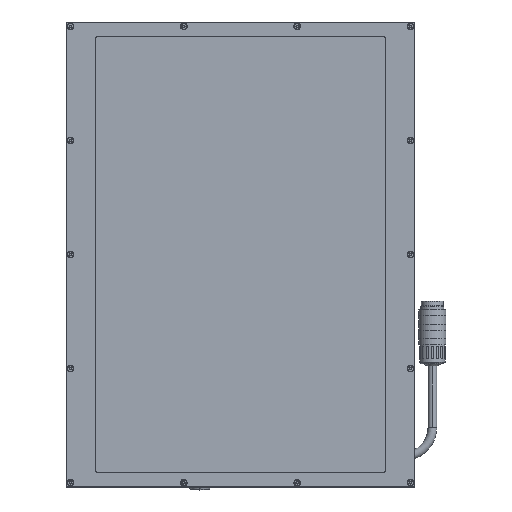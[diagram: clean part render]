
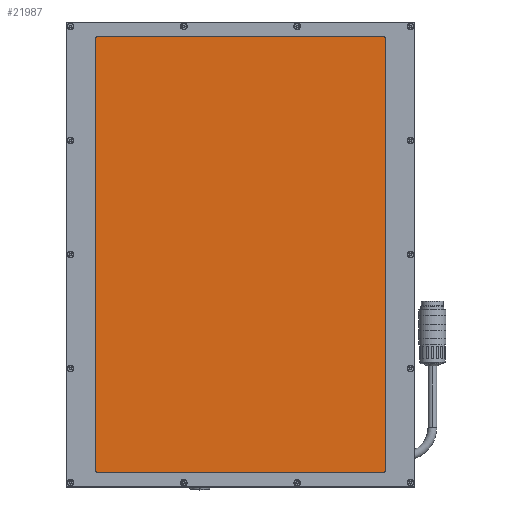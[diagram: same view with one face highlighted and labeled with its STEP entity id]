
A CAD part, top view. The second image highlights one B-rep face of the part: STEP entity #21987.
In plain terms, the highlighted planar face has unit normal (0, 0, 1).
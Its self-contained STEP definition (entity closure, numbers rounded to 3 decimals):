
#189 = EDGE_CURVE ( 'NONE', #7435, #19818, #3928, .T. ) ;
#736 = CARTESIAN_POINT ( 'NONE',  ( 98., 150., 11.25 ) ) ;
#875 = ORIENTED_EDGE ( 'NONE', *, *, #26414, .F. ) ;
#1436 = B_SPLINE_CURVE_WITH_KNOTS ( 'NONE', 3,
 ( #15311, #6664, #23960, #28642, #8589, #15591, #4058, #10491, #19413, #8319 ),
 .UNSPECIFIED., .F., .F.,
 ( 4, 2, 2, 2, 4 ),
 ( 0., 0.25, 0.5, 0.75, 1. ),
 .UNSPECIFIED. ) ;
#1900 = FACE_OUTER_BOUND ( 'NONE', #20779, .T. ) ;
#1981 = B_SPLINE_CURVE_WITH_KNOTS ( 'NONE', 3,
 ( #27257, #22428, #20209, #24633, #7203, #10765, #10628, #4720, #19553, #28491 ),
 .UNSPECIFIED., .F., .F.,
 ( 4, 2, 2, 2, 4 ),
 ( 0., 0.25, 0.5, 0.75, 1. ),
 .UNSPECIFIED. ) ;
#2285 = CARTESIAN_POINT ( 'NONE',  ( 99.948, -148.523, 11.25 ) ) ;
#2519 = VERTEX_POINT ( 'NONE', #13791 ) ;
#2852 = DIRECTION ( 'NONE',  ( 1., 0., 0. ) ) ;
#3928 = LINE ( 'NONE', #17375, #19410 ) ;
#4058 = CARTESIAN_POINT ( 'NONE',  ( 99.748, 149.007, 11.25 ) ) ;
#4190 = VECTOR ( 'NONE', #12486, 1000. ) ;
#4340 = CARTESIAN_POINT ( 'NONE',  ( 99.599, -149.229, 11.25 ) ) ;
#4482 = VECTOR ( 'NONE', #25586, 1000. ) ;
#4692 = CARTESIAN_POINT ( 'NONE',  ( -99.229, 149.599, 11.25 ) ) ;
#4720 = CARTESIAN_POINT ( 'NONE',  ( -99.948, -148.523, 11.25 ) ) ;
#4989 = CARTESIAN_POINT ( 'NONE',  ( -99.007, 149.748, 11.25 ) ) ;
#5293 = VERTEX_POINT ( 'NONE', #16132 ) ;
#6613 = B_SPLINE_CURVE_WITH_KNOTS ( 'NONE', 3,
 ( #23122, #7179, #9528, #11569, #25044, #4692, #4989, #18145, #20335, #24753 ),
 .UNSPECIFIED., .F., .F.,
 ( 4, 2, 2, 2, 4 ),
 ( 0., 0.25, 0.5, 0.75, 1. ),
 .UNSPECIFIED. ) ;
#6664 = CARTESIAN_POINT ( 'NONE',  ( 98.262, 150., 11.25 ) ) ;
#6683 = VERTEX_POINT ( 'NONE', #27807 ) ;
#6811 = CARTESIAN_POINT ( 'NONE',  ( 99.748, -149.007, 11.25 ) ) ;
#6819 = LINE ( 'NONE', #23175, #26236 ) ;
#7179 = CARTESIAN_POINT ( 'NONE',  ( -100., 148.262, 11.25 ) ) ;
#7203 = CARTESIAN_POINT ( 'NONE',  ( -99.229, -149.599, 11.25 ) ) ;
#7435 = VERTEX_POINT ( 'NONE', #10504 ) ;
#7546 = EDGE_CURVE ( 'NONE', #15101, #20919, #6819, .T. ) ;
#8265 = ORIENTED_EDGE ( 'NONE', *, *, #24191, .F. ) ;
#8319 = CARTESIAN_POINT ( 'NONE',  ( 100., 148., 11.25 ) ) ;
#8589 = CARTESIAN_POINT ( 'NONE',  ( 99.229, 149.599, 11.25 ) ) ;
#9344 = ORIENTED_EDGE ( 'NONE', *, *, #10871, .F. ) ;
#9373 = ORIENTED_EDGE ( 'NONE', *, *, #14816, .F. ) ;
#9528 = CARTESIAN_POINT ( 'NONE',  ( -99.948, 148.523, 11.25 ) ) ;
#10000 = ORIENTED_EDGE ( 'NONE', *, *, #20156, .F. ) ;
#10214 = B_SPLINE_CURVE_WITH_KNOTS ( 'NONE', 3,
 ( #19837, #19562, #2285, #6811, #4340, #17371, #17928, #15179, #26734, #10639 ),
 .UNSPECIFIED., .F., .F.,
 ( 4, 2, 2, 2, 4 ),
 ( 0., 0.25, 0.5, 0.75, 1. ),
 .UNSPECIFIED. ) ;
#10491 = CARTESIAN_POINT ( 'NONE',  ( 99.948, 148.523, 11.25 ) ) ;
#10504 = CARTESIAN_POINT ( 'NONE',  ( 98., -150., 11.25 ) ) ;
#10628 = CARTESIAN_POINT ( 'NONE',  ( -99.748, -149.007, 11.25 ) ) ;
#10639 = CARTESIAN_POINT ( 'NONE',  ( 98., -150., 11.25 ) ) ;
#10765 = CARTESIAN_POINT ( 'NONE',  ( -99.599, -149.229, 11.25 ) ) ;
#10871 = EDGE_CURVE ( 'NONE', #2519, #15101, #6613, .T. ) ;
#11569 = CARTESIAN_POINT ( 'NONE',  ( -99.748, 149.007, 11.25 ) ) ;
#12486 = DIRECTION ( 'NONE',  ( 0., -1., 0. ) ) ;
#12773 = ORIENTED_EDGE ( 'NONE', *, *, #7546, .F. ) ;
#12876 = VERTEX_POINT ( 'NONE', #26419 ) ;
#13791 = CARTESIAN_POINT ( 'NONE',  ( -100., 148., 11.25 ) ) ;
#13909 = EDGE_CURVE ( 'NONE', #19818, #6683, #1981, .T. ) ;
#14816 = EDGE_CURVE ( 'NONE', #6683, #2519, #23817, .T. ) ;
#15080 = DIRECTION ( 'NONE',  ( 0., 0., 1. ) ) ;
#15101 = VERTEX_POINT ( 'NONE', #28742 ) ;
#15179 = CARTESIAN_POINT ( 'NONE',  ( 98.523, -149.948, 11.25 ) ) ;
#15311 = CARTESIAN_POINT ( 'NONE',  ( 98., 150., 11.25 ) ) ;
#15526 = ORIENTED_EDGE ( 'NONE', *, *, #189, .F. ) ;
#15591 = CARTESIAN_POINT ( 'NONE',  ( 99.599, 149.229, 11.25 ) ) ;
#16132 = CARTESIAN_POINT ( 'NONE',  ( 100., 148., 11.25 ) ) ;
#16930 = CARTESIAN_POINT ( 'NONE',  ( -100., 0., 11.25 ) ) ;
#17371 = CARTESIAN_POINT ( 'NONE',  ( 99.229, -149.599, 11.25 ) ) ;
#17375 = CARTESIAN_POINT ( 'NONE',  ( 0., -150., 11.25 ) ) ;
#17546 = CARTESIAN_POINT ( 'NONE',  ( -99.414, 149.414, 11.25 ) ) ;
#17928 = CARTESIAN_POINT ( 'NONE',  ( 99.007, -149.748, 11.25 ) ) ;
#18105 = ORIENTED_EDGE ( 'NONE', *, *, #13909, .F. ) ;
#18145 = CARTESIAN_POINT ( 'NONE',  ( -98.523, 149.948, 11.25 ) ) ;
#18948 = AXIS2_PLACEMENT_3D ( 'NONE', #17546, #15080, #26345 ) ;
#19410 = VECTOR ( 'NONE', #24112, 1000. ) ;
#19413 = CARTESIAN_POINT ( 'NONE',  ( 100., 148.262, 11.25 ) ) ;
#19553 = CARTESIAN_POINT ( 'NONE',  ( -100., -148.262, 11.25 ) ) ;
#19562 = CARTESIAN_POINT ( 'NONE',  ( 100., -148.262, 11.25 ) ) ;
#19600 = PLANE ( 'NONE',  #18948 ) ;
#19818 = VERTEX_POINT ( 'NONE', #20289 ) ;
#19837 = CARTESIAN_POINT ( 'NONE',  ( 100., -148., 11.25 ) ) ;
#20156 = EDGE_CURVE ( 'NONE', #20919, #5293, #1436, .T. ) ;
#20209 = CARTESIAN_POINT ( 'NONE',  ( -98.523, -149.948, 11.25 ) ) ;
#20289 = CARTESIAN_POINT ( 'NONE',  ( -98., -150., 11.25 ) ) ;
#20335 = CARTESIAN_POINT ( 'NONE',  ( -98.262, 150., 11.25 ) ) ;
#20779 = EDGE_LOOP ( 'NONE', ( #9344, #9373, #18105, #15526, #875, #8265, #10000, #12773 ) ) ;
#20919 = VERTEX_POINT ( 'NONE', #736 ) ;
#21987 = ADVANCED_FACE ( 'NONE', ( #1900 ), #19600, .T. ) ;
#22428 = CARTESIAN_POINT ( 'NONE',  ( -98.262, -150., 11.25 ) ) ;
#23122 = CARTESIAN_POINT ( 'NONE',  ( -100., 148., 11.25 ) ) ;
#23175 = CARTESIAN_POINT ( 'NONE',  ( 0., 150., 11.25 ) ) ;
#23817 = LINE ( 'NONE', #16930, #4482 ) ;
#23888 = CARTESIAN_POINT ( 'NONE',  ( 100., 0., 11.25 ) ) ;
#23960 = CARTESIAN_POINT ( 'NONE',  ( 98.523, 149.948, 11.25 ) ) ;
#24112 = DIRECTION ( 'NONE',  ( -1., 0., 0. ) ) ;
#24191 = EDGE_CURVE ( 'NONE', #5293, #12876, #26366, .T. ) ;
#24633 = CARTESIAN_POINT ( 'NONE',  ( -99.007, -149.748, 11.25 ) ) ;
#24753 = CARTESIAN_POINT ( 'NONE',  ( -98., 150., 11.25 ) ) ;
#25044 = CARTESIAN_POINT ( 'NONE',  ( -99.599, 149.229, 11.25 ) ) ;
#25586 = DIRECTION ( 'NONE',  ( 0., 1., 0. ) ) ;
#26236 = VECTOR ( 'NONE', #2852, 1000. ) ;
#26345 = DIRECTION ( 'NONE',  ( 1., 0., 0. ) ) ;
#26366 = LINE ( 'NONE', #23888, #4190 ) ;
#26414 = EDGE_CURVE ( 'NONE', #12876, #7435, #10214, .T. ) ;
#26419 = CARTESIAN_POINT ( 'NONE',  ( 100., -148., 11.25 ) ) ;
#26734 = CARTESIAN_POINT ( 'NONE',  ( 98.262, -150., 11.25 ) ) ;
#27257 = CARTESIAN_POINT ( 'NONE',  ( -98., -150., 11.25 ) ) ;
#27807 = CARTESIAN_POINT ( 'NONE',  ( -100., -148., 11.25 ) ) ;
#28491 = CARTESIAN_POINT ( 'NONE',  ( -100., -148., 11.25 ) ) ;
#28642 = CARTESIAN_POINT ( 'NONE',  ( 99.007, 149.748, 11.25 ) ) ;
#28742 = CARTESIAN_POINT ( 'NONE',  ( -98., 150., 11.25 ) ) ;
